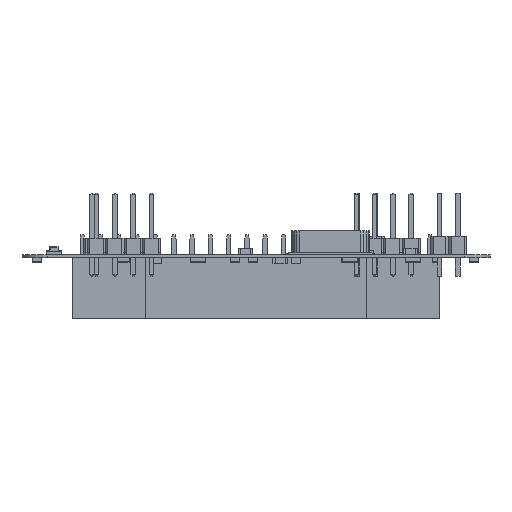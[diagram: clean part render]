
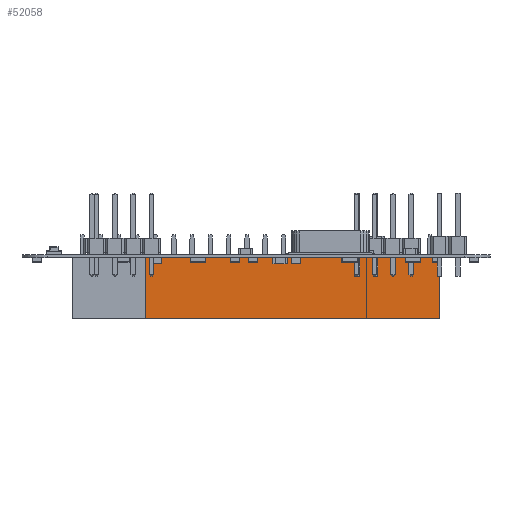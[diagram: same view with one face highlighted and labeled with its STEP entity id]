
A CAD part, front view. The second image highlights one B-rep face of the part: STEP entity #52058.
In plain terms, the highlighted face is planar.
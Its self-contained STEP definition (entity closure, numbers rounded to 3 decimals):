
#32711 = VERTEX_POINT('',#32712);
#32712 = CARTESIAN_POINT('',(20.445,0.,2.5));
#32718 = EDGE_CURVE('',#32719,#32711,#32721,.T.);
#32719 = VERTEX_POINT('',#32720);
#32720 = CARTESIAN_POINT('',(-20.445,0.,2.5));
#32721 = LINE('',#32722,#32723);
#32722 = CARTESIAN_POINT('',(-20.445,0.,2.5));
#32723 = VECTOR('',#32724,1.);
#32724 = DIRECTION('',(1.,0.,0.));
#52058 = ADVANCED_FACE('',(#52059),#52084,.T.);
#52059 = FACE_BOUND('',#52060,.T.);
#52060 = EDGE_LOOP('',(#52061,#52069,#52077,#52083));
#52061 = ORIENTED_EDGE('',*,*,#52062,.T.);
#52062 = EDGE_CURVE('',#32711,#52063,#52065,.T.);
#52063 = VERTEX_POINT('',#52064);
#52064 = CARTESIAN_POINT('',(20.445,8.5,2.5));
#52065 = LINE('',#52066,#52067);
#52066 = CARTESIAN_POINT('',(20.445,0.,2.5));
#52067 = VECTOR('',#52068,1.);
#52068 = DIRECTION('',(0.,1.,0.));
#52069 = ORIENTED_EDGE('',*,*,#52070,.F.);
#52070 = EDGE_CURVE('',#52071,#52063,#52073,.T.);
#52071 = VERTEX_POINT('',#52072);
#52072 = CARTESIAN_POINT('',(-20.445,8.5,2.5));
#52073 = LINE('',#52074,#52075);
#52074 = CARTESIAN_POINT('',(-20.445,8.5,2.5));
#52075 = VECTOR('',#52076,1.);
#52076 = DIRECTION('',(1.,0.,0.));
#52077 = ORIENTED_EDGE('',*,*,#52078,.F.);
#52078 = EDGE_CURVE('',#32719,#52071,#52079,.T.);
#52079 = LINE('',#52080,#52081);
#52080 = CARTESIAN_POINT('',(-20.445,0.,2.5));
#52081 = VECTOR('',#52082,1.);
#52082 = DIRECTION('',(0.,1.,0.));
#52083 = ORIENTED_EDGE('',*,*,#32718,.T.);
#52084 = PLANE('',#52085);
#52085 = AXIS2_PLACEMENT_3D('',#52086,#52087,#52088);
#52086 = CARTESIAN_POINT('',(-20.445,0.,2.5));
#52087 = DIRECTION('',(0.,0.,1.));
#52088 = DIRECTION('',(0.,-1.,0.));
